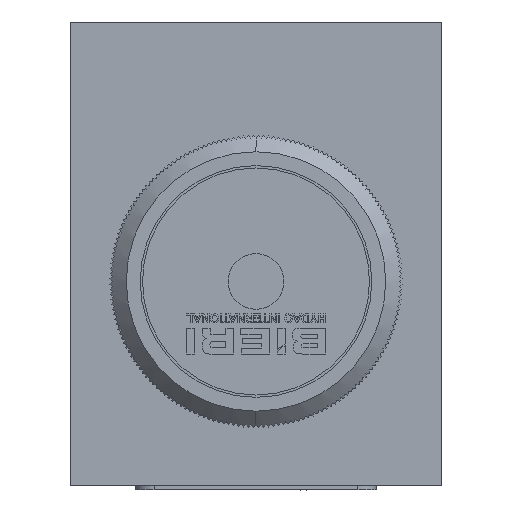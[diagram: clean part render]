
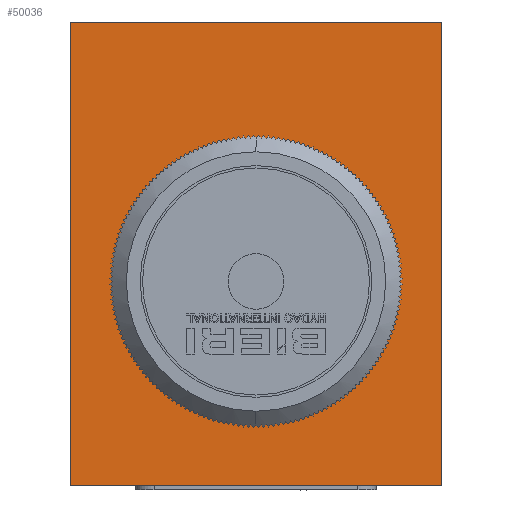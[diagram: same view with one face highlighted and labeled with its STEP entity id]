
A CAD part, left-side view. The second image highlights one B-rep face of the part: STEP entity #50036.
In plain terms, the highlighted planar face has unit normal (-1, 0, 0).
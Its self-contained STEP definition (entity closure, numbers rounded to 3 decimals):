
#552 = DIRECTION ( 'NONE',  ( 0., 1., 0. ) ) ;
#2515 = CARTESIAN_POINT ( 'NONE',  ( 0., 40., 0. ) ) ;
#3674 = EDGE_LOOP ( 'NONE', ( #63788, #7496 ) ) ;
#4248 = DIRECTION ( 'NONE',  ( 1., 0., 0. ) ) ;
#4473 = ORIENTED_EDGE ( 'NONE', *, *, #14245, .F. ) ;
#4569 = VECTOR ( 'NONE', #552, 1000. ) ;
#5932 = CARTESIAN_POINT ( 'NONE',  ( 0., 0., 0. ) ) ;
#6158 = CARTESIAN_POINT ( 'NONE',  ( 0., 40., 0. ) ) ;
#6170 = VERTEX_POINT ( 'NONE', #2515 ) ;
#6360 = EDGE_LOOP ( 'NONE', ( #58095, #54553, #16287, #4473 ) ) ;
#7198 = LINE ( 'NONE', #61817, #10768 ) ;
#7496 = ORIENTED_EDGE ( 'NONE', *, *, #51207, .F. ) ;
#8559 = FACE_OUTER_BOUND ( 'NONE', #6360, .T. ) ;
#8757 = VERTEX_POINT ( 'NONE', #16722 ) ;
#9208 = FACE_BOUND ( 'NONE', #3674, .T. ) ;
#10768 = VECTOR ( 'NONE', #56853, 1000. ) ;
#11852 = VERTEX_POINT ( 'NONE', #30609 ) ;
#13784 = DIRECTION ( 'NONE',  ( 0., 0., 1. ) ) ;
#14117 = DIRECTION ( 'NONE',  ( -1., 0., 0. ) ) ;
#14245 = EDGE_CURVE ( 'NONE', #35921, #32590, #40578, .T. ) ;
#14501 = DIRECTION ( 'NONE',  ( 0., 0., -1. ) ) ;
#15278 = EDGE_CURVE ( 'NONE', #47457, #8757, #32131, .T. ) ;
#16287 = ORIENTED_EDGE ( 'NONE', *, *, #61260, .T. ) ;
#16722 = CARTESIAN_POINT ( 'NONE',  ( 0., 20., -40.5 ) ) ;
#19474 = CARTESIAN_POINT ( 'NONE',  ( 0., 40., 0. ) ) ;
#19736 = DIRECTION ( 'NONE',  ( 0., 0., -1. ) ) ;
#19929 = CARTESIAN_POINT ( 'NONE',  ( 0., 0., -50. ) ) ;
#20915 = CARTESIAN_POINT ( 'NONE',  ( 0., 20., -15.5 ) ) ;
#20921 = CIRCLE ( 'NONE', #23054, 12.5 ) ;
#23054 = AXIS2_PLACEMENT_3D ( 'NONE', #30456, #61873, #50939 ) ;
#29287 = AXIS2_PLACEMENT_3D ( 'NONE', #19474, #4248, #14501 ) ;
#30456 = CARTESIAN_POINT ( 'NONE',  ( 0., 20., -28. ) ) ;
#30609 = CARTESIAN_POINT ( 'NONE',  ( 0., 40., -50. ) ) ;
#31821 = EDGE_CURVE ( 'NONE', #35921, #6170, #46547, .T. ) ;
#32131 = CIRCLE ( 'NONE', #40579, 12.5 ) ;
#32590 = VERTEX_POINT ( 'NONE', #19929 ) ;
#35921 = VERTEX_POINT ( 'NONE', #5932 ) ;
#39030 = PLANE ( 'NONE',  #29287 ) ;
#39296 = CARTESIAN_POINT ( 'NONE',  ( 0., 20., -28. ) ) ;
#40578 = LINE ( 'NONE', #54505, #42610 ) ;
#40579 = AXIS2_PLACEMENT_3D ( 'NONE', #39296, #14117, #13784 ) ;
#41112 = EDGE_CURVE ( 'NONE', #11852, #6170, #52545, .T. ) ;
#42610 = VECTOR ( 'NONE', #19736, 1000. ) ;
#45440 = VECTOR ( 'NONE', #52872, 1000. ) ;
#46547 = LINE ( 'NONE', #6158, #4569 ) ;
#47457 = VERTEX_POINT ( 'NONE', #20915 ) ;
#47611 = CARTESIAN_POINT ( 'NONE',  ( 0., 40., 0. ) ) ;
#50036 = ADVANCED_FACE ( 'NONE', ( #9208, #8559 ), #39030, .F. ) ;
#50939 = DIRECTION ( 'NONE',  ( 0., 0., 1. ) ) ;
#51207 = EDGE_CURVE ( 'NONE', #8757, #47457, #20921, .T. ) ;
#52545 = LINE ( 'NONE', #47611, #45440 ) ;
#52872 = DIRECTION ( 'NONE',  ( 0., 0., 1. ) ) ;
#54505 = CARTESIAN_POINT ( 'NONE',  ( 0., 0., -50. ) ) ;
#54553 = ORIENTED_EDGE ( 'NONE', *, *, #41112, .F. ) ;
#56853 = DIRECTION ( 'NONE',  ( 0., -1., 0. ) ) ;
#58095 = ORIENTED_EDGE ( 'NONE', *, *, #31821, .T. ) ;
#61260 = EDGE_CURVE ( 'NONE', #11852, #32590, #7198, .T. ) ;
#61817 = CARTESIAN_POINT ( 'NONE',  ( 0., 40., -50. ) ) ;
#61873 = DIRECTION ( 'NONE',  ( -1., 0., 0. ) ) ;
#63788 = ORIENTED_EDGE ( 'NONE', *, *, #15278, .F. ) ;
